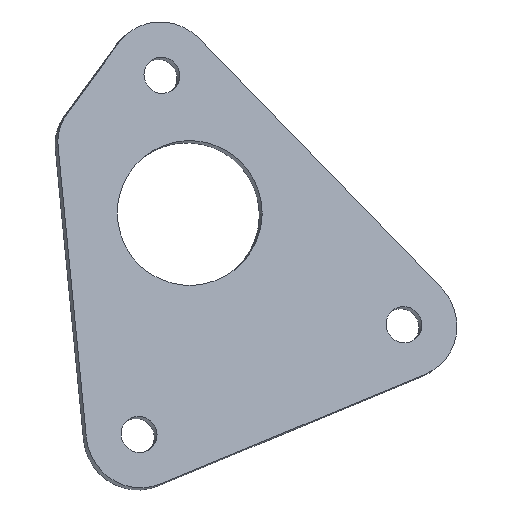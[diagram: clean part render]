
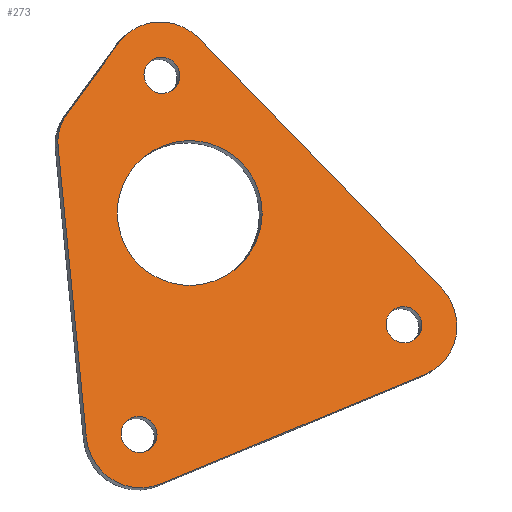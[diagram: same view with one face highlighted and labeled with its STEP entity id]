
A CAD part, top view. The second image highlights one B-rep face of the part: STEP entity #273.
In plain terms, the highlighted planar face has unit normal (0.197, 0.151, 0.969).
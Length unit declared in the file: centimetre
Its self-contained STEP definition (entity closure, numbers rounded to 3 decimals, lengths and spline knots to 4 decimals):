
#27=B_SPLINE_CURVE_WITH_KNOTS('',3,(#417,#418,#419,#420,#421,#422,#423),
 .UNSPECIFIED.,.F.,.F.,(4,1,1,1,4),(0.,0.25,0.5,
0.75,1.),.UNSPECIFIED.);
#28=B_SPLINE_CURVE_WITH_KNOTS('',3,(#424,#425,#426,#427,#428,#429,#430),
 .UNSPECIFIED.,.F.,.F.,(4,1,1,1,4),(0.,0.25,0.5,
0.75,1.),.UNSPECIFIED.);
#31=FACE_BOUND('',#58,.T.);
#32=FACE_BOUND('',#59,.T.);
#33=FACE_BOUND('',#60,.T.);
#34=FACE_BOUND('',#61,.T.);
#42=FACE_OUTER_BOUND('',#57,.T.);
#57=EDGE_LOOP('',(#195,#196,#197,#198,#199,#200,#201,#202));
#58=EDGE_LOOP('',(#203));
#59=EDGE_LOOP('',(#204));
#60=EDGE_LOOP('',(#205));
#61=EDGE_LOOP('',(#206,#207));
#83=LINE('',#397,#101);
#84=LINE('',#401,#102);
#85=LINE('',#405,#103);
#86=LINE('',#408,#104);
#101=VECTOR('',#323,8.1958);
#102=VECTOR('',#326,8.1972);
#103=VECTOR('',#329,9.6493);
#104=VECTOR('',#332,2.5269);
#119=CIRCLE('',#291,1.35);
#120=CIRCLE('',#292,1.5);
#121=CIRCLE('',#293,1.5);
#122=CIRCLE('',#294,1.5);
#123=CIRCLE('',#295,0.5075);
#124=CIRCLE('',#296,0.5075);
#125=CIRCLE('',#297,0.5075);
#133=VERTEX_POINT('',#393);
#134=VERTEX_POINT('',#394);
#135=VERTEX_POINT('',#396);
#136=VERTEX_POINT('',#398);
#137=VERTEX_POINT('',#400);
#138=VERTEX_POINT('',#402);
#139=VERTEX_POINT('',#404);
#140=VERTEX_POINT('',#406);
#141=VERTEX_POINT('',#409);
#142=VERTEX_POINT('',#411);
#143=VERTEX_POINT('',#413);
#144=VERTEX_POINT('',#415);
#145=VERTEX_POINT('',#416);
#159=EDGE_CURVE('',#133,#134,#119,.T.);
#160=EDGE_CURVE('',#135,#133,#83,.T.);
#161=EDGE_CURVE('',#136,#135,#120,.T.);
#162=EDGE_CURVE('',#137,#136,#84,.T.);
#163=EDGE_CURVE('',#138,#137,#121,.T.);
#164=EDGE_CURVE('',#139,#138,#85,.T.);
#165=EDGE_CURVE('',#140,#139,#122,.T.);
#166=EDGE_CURVE('',#134,#140,#86,.T.);
#167=EDGE_CURVE('',#141,#141,#123,.T.);
#168=EDGE_CURVE('',#142,#142,#124,.T.);
#169=EDGE_CURVE('',#143,#143,#125,.T.);
#170=EDGE_CURVE('',#144,#145,#27,.T.);
#171=EDGE_CURVE('',#145,#144,#28,.T.);
#195=ORIENTED_EDGE('',*,*,#159,.F.);
#196=ORIENTED_EDGE('',*,*,#160,.F.);
#197=ORIENTED_EDGE('',*,*,#161,.F.);
#198=ORIENTED_EDGE('',*,*,#162,.F.);
#199=ORIENTED_EDGE('',*,*,#163,.F.);
#200=ORIENTED_EDGE('',*,*,#164,.F.);
#201=ORIENTED_EDGE('',*,*,#165,.F.);
#202=ORIENTED_EDGE('',*,*,#166,.F.);
#203=ORIENTED_EDGE('',*,*,#167,.F.);
#204=ORIENTED_EDGE('',*,*,#168,.F.);
#205=ORIENTED_EDGE('',*,*,#169,.F.);
#206=ORIENTED_EDGE('',*,*,#170,.F.);
#207=ORIENTED_EDGE('',*,*,#171,.F.);
#267=PLANE('',#290);
#273=ADVANCED_FACE('',(#42,#31,#32,#33,#34),#267,.F.);
#290=AXIS2_PLACEMENT_3D('',#392,#319,#320);
#291=AXIS2_PLACEMENT_3D('',#395,#321,#322);
#292=AXIS2_PLACEMENT_3D('',#399,#324,#325);
#293=AXIS2_PLACEMENT_3D('',#403,#327,#328);
#294=AXIS2_PLACEMENT_3D('',#407,#330,#331);
#295=AXIS2_PLACEMENT_3D('',#410,#333,#334);
#296=AXIS2_PLACEMENT_3D('',#412,#335,#336);
#297=AXIS2_PLACEMENT_3D('',#414,#337,#338);
#319=DIRECTION('center_axis',(-0.197,-0.151,-0.969));
#320=DIRECTION('ref_axis',(-0.98,0.03,0.195));
#321=DIRECTION('center_axis',(-0.197,-0.151,-0.969));
#322=DIRECTION('ref_axis',(-0.976,-0.066,0.209));
#323=DIRECTION('',(-0.096,0.986,-0.134));
#324=DIRECTION('center_axis',(-0.197,-0.151,-0.969));
#325=DIRECTION('ref_axis',(0.396,-0.916,0.062));
#326=DIRECTION('',(-0.897,-0.372,0.24));
#327=DIRECTION('center_axis',(-0.197,-0.151,-0.969));
#328=DIRECTION('ref_axis',(0.69,0.68,-0.246));
#329=DIRECTION('',(0.696,-0.717,-0.03));
#330=DIRECTION('center_axis',(-0.197,-0.151,-0.969));
#331=DIRECTION('ref_axis',(-0.797,0.6,0.069));
#332=DIRECTION('',(0.571,0.785,-0.238));
#333=DIRECTION('center_axis',(0.197,0.151,0.969));
#334=DIRECTION('ref_axis',(-0.98,0.03,0.195));
#335=DIRECTION('center_axis',(0.197,0.151,0.969));
#336=DIRECTION('ref_axis',(-0.98,0.03,0.195));
#337=DIRECTION('center_axis',(0.197,0.151,0.969));
#338=DIRECTION('ref_axis',(-0.98,0.03,0.195));
#392=CARTESIAN_POINT('Origin',(-4.3533,-3.3285,-21.4037));
#393=CARTESIAN_POINT('',(20.4261,53.8978,-35.343));
#394=CARTESIAN_POINT('',(20.6677,54.7981,-35.5322));
#395=CARTESIAN_POINT('Origin',(21.7433,53.9875,-35.6249));
#396=CARTESIAN_POINT('',(21.2111,45.8139,-34.2455));
#397=CARTESIAN_POINT('',(21.2111,45.8139,-34.2455));
#398=CARTESIAN_POINT('',(23.2693,44.5395,-34.466));
#399=CARTESIAN_POINT('Origin',(22.6747,45.9135,-34.5587));
#400=CARTESIAN_POINT('',(30.6195,47.5878,-36.435));
#401=CARTESIAN_POINT('',(30.6195,47.5878,-36.435));
#402=CARTESIAN_POINT('',(31.0602,49.9824,-36.897));
#403=CARTESIAN_POINT('Origin',(30.0249,48.9618,-36.5277));
#404=CARTESIAN_POINT('',(24.3419,56.9025,-36.6067));
#405=CARTESIAN_POINT('',(24.3419,56.9025,-36.6067));
#406=CARTESIAN_POINT('',(22.1115,56.7826,-36.1344));
#407=CARTESIAN_POINT('Origin',(23.3065,55.8819,-36.2374));
#408=CARTESIAN_POINT('',(20.6677,54.7981,-35.5322));
#409=CARTESIAN_POINT('',(23.1722,45.8981,-34.6575));
#410=CARTESIAN_POINT('Origin',(22.6747,45.9135,-34.5587));
#411=CARTESIAN_POINT('',(23.8041,55.8665,-36.3362));
#412=CARTESIAN_POINT('Origin',(23.3065,55.8819,-36.2374));
#413=CARTESIAN_POINT('',(30.5224,48.9464,-36.6265));
#414=CARTESIAN_POINT('Origin',(30.0249,48.9618,-36.5277));
#415=CARTESIAN_POINT('',(22.0688,52.0603,-35.3914));
#416=CARTESIAN_POINT('',(26.0888,52.0603,-36.209));
#417=CARTESIAN_POINT('Ctrl Pts',(22.0688,52.0603,-35.3914));
#418=CARTESIAN_POINT('Ctrl Pts',(22.0693,51.5341,-35.3096));
#419=CARTESIAN_POINT('Ctrl Pts',(22.5036,50.4858,-35.2349));
#420=CARTESIAN_POINT('Ctrl Pts',(24.0788,49.8325,-35.4537));
#421=CARTESIAN_POINT('Ctrl Pts',(25.6541,50.4858,-35.8757));
#422=CARTESIAN_POINT('Ctrl Pts',(26.0884,51.5341,-36.1271));
#423=CARTESIAN_POINT('Ctrl Pts',(26.0888,52.0603,-36.209));
#424=CARTESIAN_POINT('Ctrl Pts',(26.0888,52.0603,-36.209));
#425=CARTESIAN_POINT('Ctrl Pts',(26.0884,52.5864,-36.2907));
#426=CARTESIAN_POINT('Ctrl Pts',(25.6541,53.6348,-36.3654));
#427=CARTESIAN_POINT('Ctrl Pts',(24.0788,54.288,-36.1466));
#428=CARTESIAN_POINT('Ctrl Pts',(22.5036,53.6348,-35.7246));
#429=CARTESIAN_POINT('Ctrl Pts',(22.0693,52.5864,-35.4733));
#430=CARTESIAN_POINT('Ctrl Pts',(22.0688,52.0603,-35.3914));
